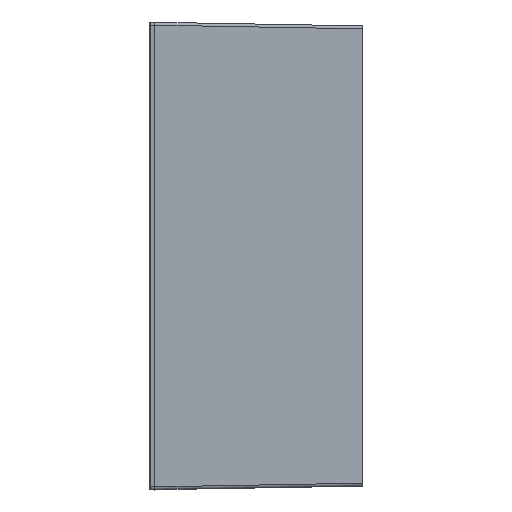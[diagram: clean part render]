
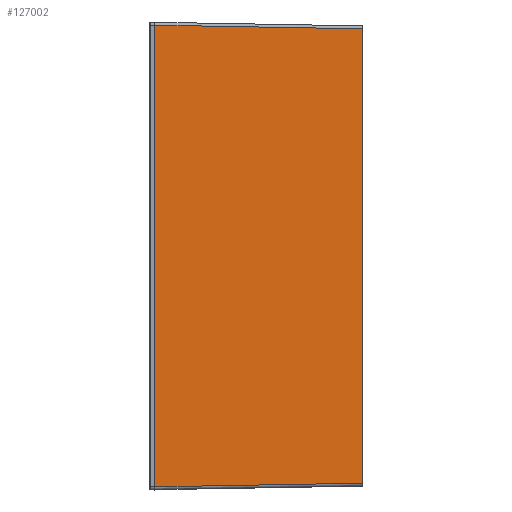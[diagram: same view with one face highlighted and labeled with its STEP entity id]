
A CAD part, left-side view. The second image highlights one B-rep face of the part: STEP entity #127002.
In plain terms, the highlighted planar face has unit normal (-1, -0.018, 0).
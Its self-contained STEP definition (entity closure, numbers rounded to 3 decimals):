
#108307=CARTESIAN_POINT('',(-43.269,0.,42.719));
#109099=DIRECTION('',(0.017,-1.,0.017));
#109100=VECTOR('',#109099,39.012);
#109101=CARTESIAN_POINT('',(-43.95,39.,-43.4));
#109102=LINE('20551',#109101,#109100);
#109103=DIRECTION('',(0.,0.,1.));
#109104=VECTOR('',#109103,86.8);
#109105=CARTESIAN_POINT('',(-43.95,39.,-43.4));
#109106=LINE('20567',#109105,#109104);
#109107=DIRECTION('',(0.017,-1.,-0.017));
#109108=VECTOR('',#109107,39.012);
#109109=CARTESIAN_POINT('',(-43.95,39.,43.4));
#109110=LINE('20556',#109109,#109108);
#109111=DIRECTION('',(0.,0.,-1.));
#109112=VECTOR('',#109111,85.439);
#109113=CARTESIAN_POINT('',(-43.269,0.,42.719));
#109114=LINE('20568',#109113,#109112);
#124386=CARTESIAN_POINT('',(-43.95,39.,-43.4));
#124387=CARTESIAN_POINT('',(-43.269,0.,-42.719));
#124388=VERTEX_POINT('',#124386);
#124389=VERTEX_POINT('',#124387);
#124397=VERTEX_POINT('',#108307);
#124398=CARTESIAN_POINT('',(-43.95,39.,43.4));
#124399=VERTEX_POINT('',#124398);
#126989=CARTESIAN_POINT('',(-43.95,39.,43.95));
#126990=DIRECTION('',(1.,0.017,0.));
#126991=DIRECTION('',(0.,0.,1.));
#126992=AXIS2_PLACEMENT_3D('',#126989,#126990,#126991);
#126993=PLANE('20533',#126992);
#126994=ORIENTED_EDGE('20551',*,*,#126972,.F.);
#126996=ORIENTED_EDGE('20567',*,*,#126995,.T.);
#126998=ORIENTED_EDGE('20556',*,*,#126997,.T.);
#126999=ORIENTED_EDGE('20568',*,*,#126669,.T.);
#127000=EDGE_LOOP('20533',(#126994,#126996,#126998,#126999));
#127001=FACE_OUTER_BOUND('20533',#127000,.F.);
#127002=ADVANCED_FACE('20533',(#127001),#126993,.F.);
#126669=EDGE_CURVE('20568',#124397,#124389,#109114,.T.);
#126972=EDGE_CURVE('20551',#124388,#124389,#109102,.T.);
#126995=EDGE_CURVE('20567',#124388,#124399,#109106,.T.);
#126997=EDGE_CURVE('20556',#124399,#124397,#109110,.T.);
